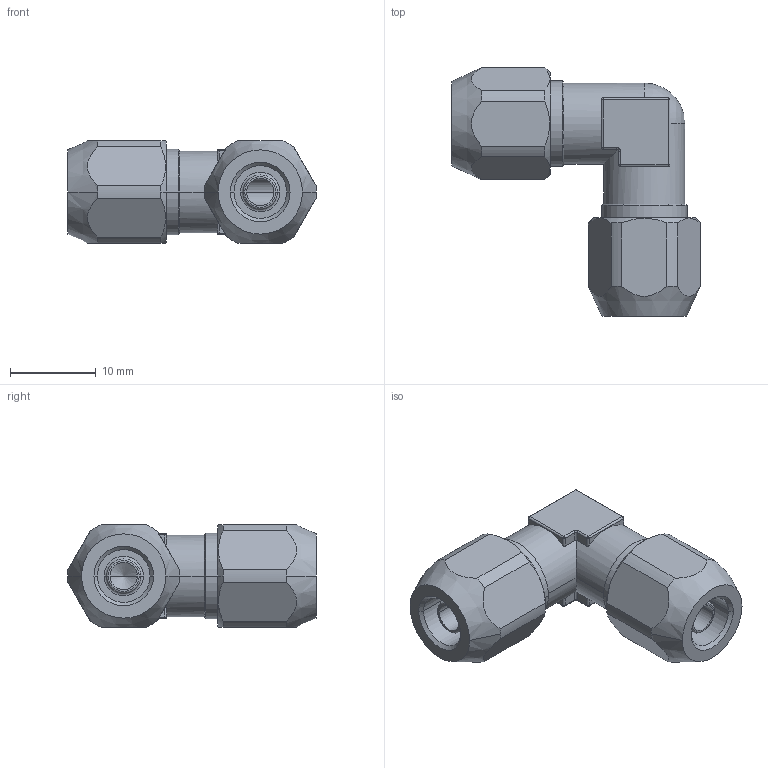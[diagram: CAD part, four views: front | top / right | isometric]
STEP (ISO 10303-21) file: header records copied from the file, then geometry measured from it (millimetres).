
FILE_DESCRIPTION(( 'CX.20.06.06.stp' ), '1');
FILE_NAME( 'CX.20.06.06.stp', '2018-08-24T14:34:42',( 'Sopra'),('sopra-pneumatic.com'), 'SwSTEP 2.0','SolidWorks 2009','' );
FILE_SCHEMA(('CONFIG_CONTROL_DESIGN'));
Length unit declared in the file: millimetre
Products named in the file (1): 362135B_155X4-6-4
Bounding box: 29.05 x 29.05 x 12 mm (x, y, z)
Volume: 3664.3 mm3; surface area: 2689.9 mm2
Topology: 1 solids, 1 shells, 129 faces, 311 edges, 187 vertices
Faces by surface type: cylinder 56, plane 34, cone 18, sphere 11, torus 10
Entity records: 3929 total; most frequent: CARTESIAN_POINT 877, DIRECTION 664, ORIENTED_EDGE 616, EDGE_CURVE 308, AXIS2_PLACEMENT_3D 273, VERTEX_POINT 187, CIRCLE 144, EDGE_LOOP 137
